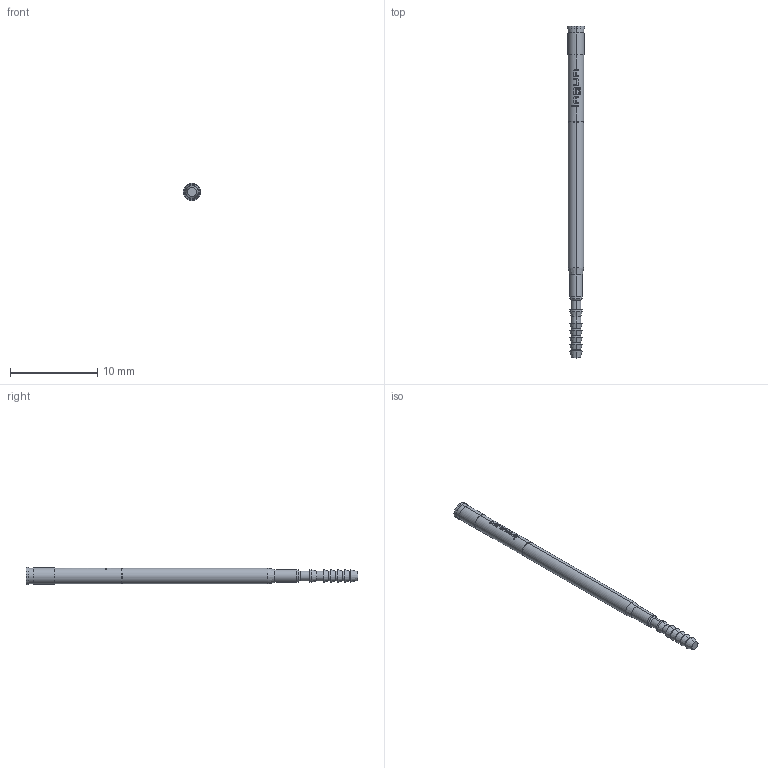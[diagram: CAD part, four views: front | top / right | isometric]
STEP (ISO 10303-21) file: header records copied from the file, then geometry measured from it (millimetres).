
FILE_DESCRIPTION (( 'STEP AP203' ), '1' );
FILE_NAME ('INGUN_KS-171_AM.STEP', '2022-02-09T05:23:55', ( 'ochi' ), ( '' ), 'SwSTEP 2.0', 'SolidWorks 2018', '' );
FILE_SCHEMA (( 'CONFIG_CONTROL_DESIGN' ));
Length unit declared in the file: millimetre
Products named in the file (1): INGUN_KS-171_AM
Bounding box: 2 x 38 x 2 mm (x, y, z)
Volume: 83.6 mm3; surface area: 207.8 mm2
Topology: 1 solids, 1 shells, 139 faces, 354 edges, 228 vertices
Faces by surface type: plane 52, cylinder 47, bspline 22, cone 18
Entity records: 4579 total; most frequent: CARTESIAN_POINT 1242, ORIENTED_EDGE 708, DIRECTION 648, EDGE_CURVE 354, AXIS2_PLACEMENT_3D 262, VERTEX_POINT 228, EDGE_LOOP 150, CIRCLE 144
